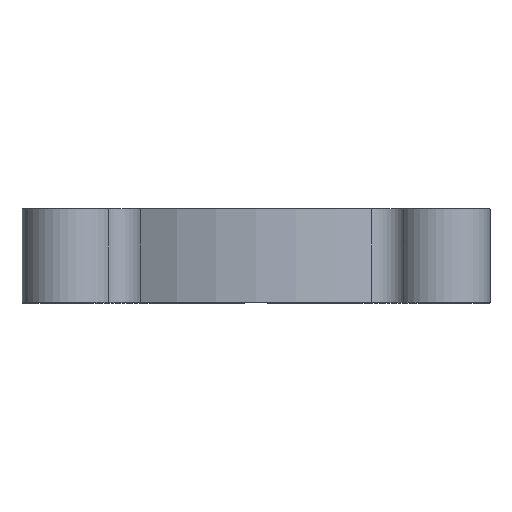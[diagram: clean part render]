
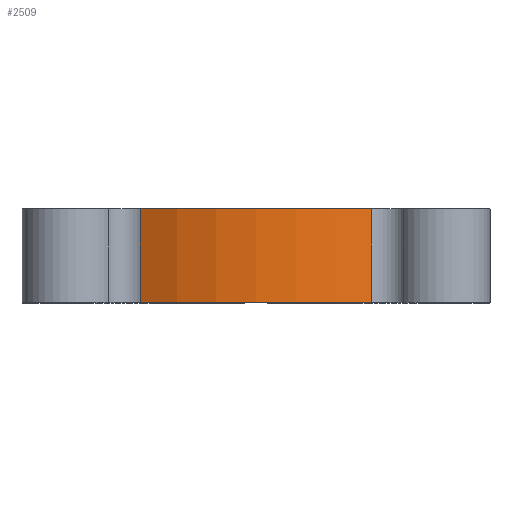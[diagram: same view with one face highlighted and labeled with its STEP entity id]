
A CAD part, top view. The second image highlights one B-rep face of the part: STEP entity #2509.
In plain terms, the highlighted cylindrical face has radius 20 mm (diameter 40 mm), a partial arc.
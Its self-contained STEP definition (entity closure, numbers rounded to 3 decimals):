
#465 = CIRCLE ( 'NONE', #10743, 20. ) ;
#485 = VECTOR ( 'NONE', #2128, 1000. ) ;
#544 = EDGE_LOOP ( 'NONE', ( #648, #7191, #795, #2100 ) ) ;
#648 = ORIENTED_EDGE ( 'NONE', *, *, #5384, .T. ) ;
#795 = ORIENTED_EDGE ( 'NONE', *, *, #8981, .F. ) ;
#890 = LINE ( 'NONE', #3918, #5693 ) ;
#1004 = DIRECTION ( 'NONE',  ( 0., -1., 0. ) ) ;
#1039 = LINE ( 'NONE', #4611, #485 ) ;
#1392 = CIRCLE ( 'NONE', #1640, 20. ) ;
#1612 = VERTEX_POINT ( 'NONE', #5103 ) ;
#1640 = AXIS2_PLACEMENT_3D ( 'NONE', #7335, #8974, #4807 ) ;
#1780 = CARTESIAN_POINT ( 'NONE',  ( 0., 8., 0. ) ) ;
#1854 = EDGE_CURVE ( 'NONE', #1612, #9217, #1039, .T. ) ;
#1887 = EDGE_CURVE ( 'NONE', #5419, #10404, #890, .T. ) ;
#1934 = DIRECTION ( 'NONE',  ( 0., 0., 1. ) ) ;
#2100 = ORIENTED_EDGE ( 'NONE', *, *, #1854, .T. ) ;
#2128 = DIRECTION ( 'NONE',  ( 0., -1., 0. ) ) ;
#2509 = ADVANCED_FACE ( 'NONE', ( #9430 ), #8630, .T. ) ;
#3435 = DIRECTION ( 'NONE',  ( 0., 0., -1. ) ) ;
#3918 = CARTESIAN_POINT ( 'NONE',  ( 9.888, 8., 17.385 ) ) ;
#4138 = CARTESIAN_POINT ( 'NONE',  ( -9.888, 0., 17.385 ) ) ;
#4611 = CARTESIAN_POINT ( 'NONE',  ( -9.888, 8., 17.385 ) ) ;
#4807 = DIRECTION ( 'NONE',  ( 0., 0., 1. ) ) ;
#5103 = CARTESIAN_POINT ( 'NONE',  ( -9.888, 8., 17.385 ) ) ;
#5384 = EDGE_CURVE ( 'NONE', #9217, #5419, #465, .T. ) ;
#5419 = VERTEX_POINT ( 'NONE', #8838 ) ;
#5693 = VECTOR ( 'NONE', #10795, 1000. ) ;
#6270 = DIRECTION ( 'NONE',  ( 0., 1., 0. ) ) ;
#7191 = ORIENTED_EDGE ( 'NONE', *, *, #1887, .T. ) ;
#7335 = CARTESIAN_POINT ( 'NONE',  ( 0., 8., 0. ) ) ;
#8630 = CYLINDRICAL_SURFACE ( 'NONE', #10171, 20. ) ;
#8838 = CARTESIAN_POINT ( 'NONE',  ( 9.888, 0., 17.385 ) ) ;
#8974 = DIRECTION ( 'NONE',  ( 0., 1., 0. ) ) ;
#8981 = EDGE_CURVE ( 'NONE', #1612, #10404, #1392, .T. ) ;
#9217 = VERTEX_POINT ( 'NONE', #4138 ) ;
#9430 = FACE_OUTER_BOUND ( 'NONE', #544, .T. ) ;
#9584 = CARTESIAN_POINT ( 'NONE',  ( 0., 0., 0. ) ) ;
#10164 = CARTESIAN_POINT ( 'NONE',  ( 9.888, 8., 17.385 ) ) ;
#10171 = AXIS2_PLACEMENT_3D ( 'NONE', #1780, #1004, #3435 ) ;
#10404 = VERTEX_POINT ( 'NONE', #10164 ) ;
#10743 = AXIS2_PLACEMENT_3D ( 'NONE', #9584, #6270, #1934 ) ;
#10795 = DIRECTION ( 'NONE',  ( 0., 1., 0. ) ) ;
